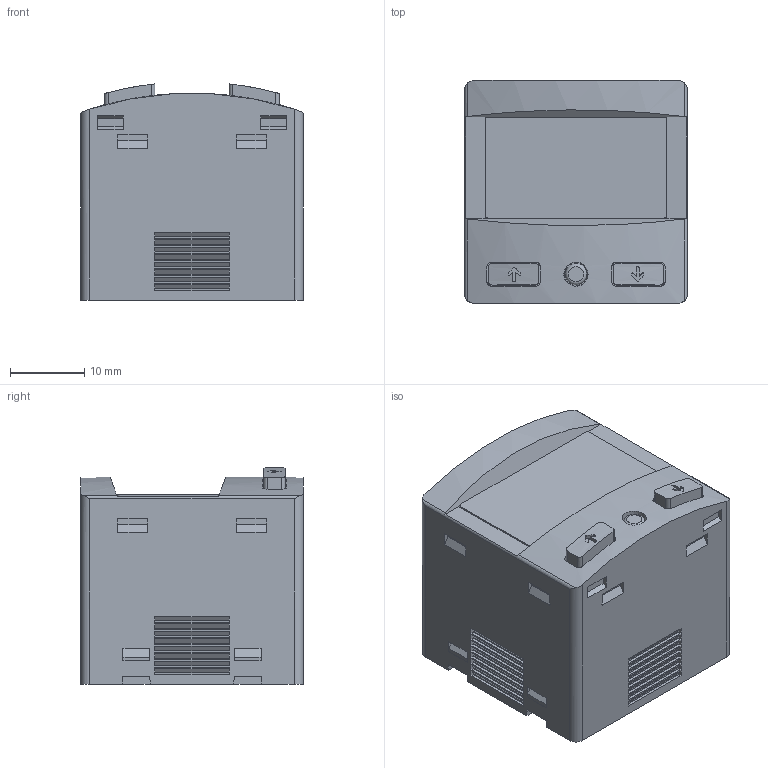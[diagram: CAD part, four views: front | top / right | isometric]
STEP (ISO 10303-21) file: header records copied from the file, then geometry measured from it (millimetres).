
FILE_DESCRIPTION(/* description */ ('STEP AP214'),/* implementation_level */ '2;1');
FILE_NAME(/* name */ '8114764_SPAN-B-V1R-G18FPM-PN-L1',/* time_stamp */ '2024-09-15T11:21:54+02:00',/* author */ ('License CC BY-ND 4.0'),/* organization */ ('CADENAS'),/* preprocessor_version */ 'ST-DEVELOPER v19.3',/* originating_system */ 'PARTsolutions',/* authorisation */ ' ');
FILE_SCHEMA (('AUTOMOTIVE_DESIGN {1 0 10303 214 3 1 1}'));
Length unit declared in the file: millimetre
Products named in the file (2): 8114764 SPAN-B-V1R-G18FPM-PN-L1---(high); 8003300 SPAN-B-V1-G18F----(high_s)
Assembly tree (1 placements, depth 2):
  8114764 SPAN-B-V1R-G18FPM-PN-L1---(high)
    8003300 SPAN-B-V1-G18F----(high_s)
Bounding box: 30 x 30 x 29.12 mm (x, y, z)
Volume: 22869.3 mm3; surface area: 6104.9 mm2
Topology: 1 solids, 1 shells, 419 faces, 1045 edges, 693 vertices
Faces by surface type: plane 366, cylinder 47, cone 5, torus 1
Full cylindrical faces by diameter (mm): 2.459 x2, 8.566 x1
Entity records: 15243 total; most frequent: CARTESIAN_POINT 2272, ORIENTED_EDGE 2070, DIRECTION 1919, EDGE_CURVE 1035, LINE 915, VECTOR 915, VERTEX_POINT 692, AXIS2_PLACEMENT_3D 502
